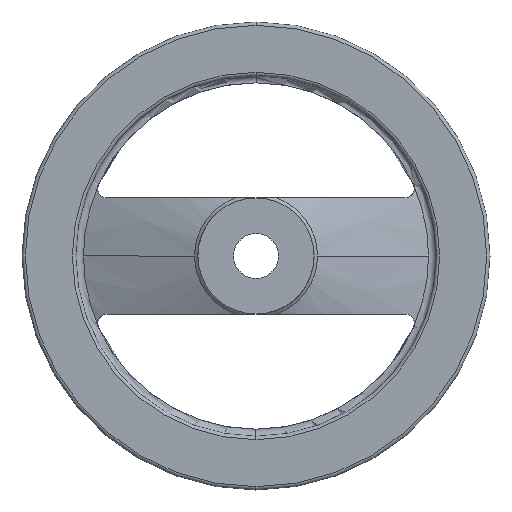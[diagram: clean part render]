
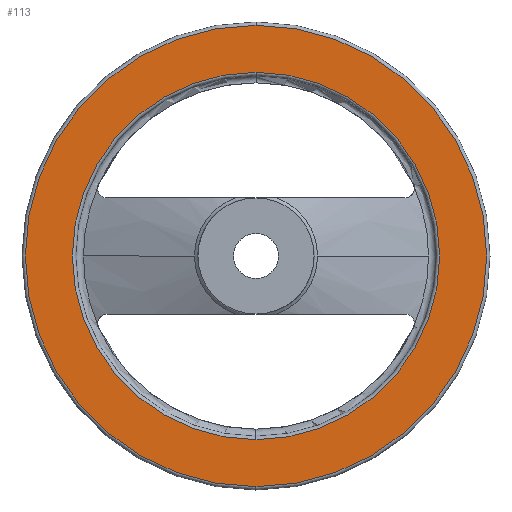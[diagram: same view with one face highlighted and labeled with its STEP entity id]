
A CAD part, left-side view. The second image highlights one B-rep face of the part: STEP entity #113.
In plain terms, the highlighted planar face has unit normal (-1, 0, 0).
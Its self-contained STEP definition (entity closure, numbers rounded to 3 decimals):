
#113 = ADVANCED_FACE( '', ( #198, #199 ), #200, .T. );
#198 = FACE_BOUND( '', #290, .T. );
#199 = FACE_OUTER_BOUND( '', #291, .T. );
#200 = PLANE( '', #292 );
#290 = EDGE_LOOP( '', ( #646, #647, #648 ) );
#291 = EDGE_LOOP( '', ( #649, #650, #651 ) );
#292 = AXIS2_PLACEMENT_3D( '', #652, #653, #654 );
#646 = ORIENTED_EDGE( '', *, *, #709, .F. );
#647 = ORIENTED_EDGE( '', *, *, #708, .F. );
#648 = ORIENTED_EDGE( '', *, *, #822, .F. );
#649 = ORIENTED_EDGE( '', *, *, #716, .T. );
#650 = ORIENTED_EDGE( '', *, *, #821, .T. );
#651 = ORIENTED_EDGE( '', *, *, #717, .T. );
#652 = CARTESIAN_POINT( '', ( 17.1, 55.328, 0. ) );
#653 = DIRECTION( '', ( -1., 0., 0. ) );
#654 = DIRECTION( '', ( 0., 1., 0. ) );
#708 = EDGE_CURVE( '', #848, #850, #851, .T. );
#709 = EDGE_CURVE( '', #850, #852, #853, .T. );
#716 = EDGE_CURVE( '', #866, #864, #867, .T. );
#717 = EDGE_CURVE( '', #858, #866, #868, .T. );
#821 = EDGE_CURVE( '', #864, #858, #1037, .T. );
#822 = EDGE_CURVE( '', #852, #848, #1038, .T. );
#848 = VERTEX_POINT( '', #1068 );
#850 = VERTEX_POINT( '', #1070 );
#851 = CIRCLE( '', #1071, 49.056 );
#852 = VERTEX_POINT( '', #1072 );
#853 = CIRCLE( '', #1073, 49.056 );
#858 = VERTEX_POINT( '', #1078 );
#864 = VERTEX_POINT( '', #1084 );
#866 = VERTEX_POINT( '', #1086 );
#867 = CIRCLE( '', #1087, 61.6 );
#868 = CIRCLE( '', #1088, 61.6 );
#1037 = CIRCLE( '', #1617, 61.6 );
#1038 = CIRCLE( '', #1618, 49.056 );
#1068 = CARTESIAN_POINT( '', ( 17.1, 0., 49.056 ) );
#1070 = CARTESIAN_POINT( '', ( 17.1, 49.056, 0. ) );
#1071 = AXIS2_PLACEMENT_3D( '', #1650, #1651, #1652 );
#1072 = CARTESIAN_POINT( '', ( 17.1, 0., -49.056 ) );
#1073 = AXIS2_PLACEMENT_3D( '', #1653, #1654, #1655 );
#1078 = CARTESIAN_POINT( '', ( 17.1, 0., 61.6 ) );
#1084 = CARTESIAN_POINT( '', ( 17.1, 0., -61.6 ) );
#1086 = CARTESIAN_POINT( '', ( 17.1, 61.6, 0. ) );
#1087 = AXIS2_PLACEMENT_3D( '', #1674, #1675, #1676 );
#1088 = AXIS2_PLACEMENT_3D( '', #1677, #1678, #1679 );
#1617 = AXIS2_PLACEMENT_3D( '', #1865, #1866, #1867 );
#1618 = AXIS2_PLACEMENT_3D( '', #1868, #1869, #1870 );
#1650 = CARTESIAN_POINT( '', ( 17.1, 0., 0. ) );
#1651 = DIRECTION( '', ( -1., 0., 0. ) );
#1652 = DIRECTION( '', ( 0., 1., 0. ) );
#1653 = CARTESIAN_POINT( '', ( 17.1, 0., 0. ) );
#1654 = DIRECTION( '', ( -1., 0., 0. ) );
#1655 = DIRECTION( '', ( 0., 1., 0. ) );
#1674 = CARTESIAN_POINT( '', ( 17.1, 0., 0. ) );
#1675 = DIRECTION( '', ( -1., 0., 0. ) );
#1676 = DIRECTION( '', ( 0., 1., 0. ) );
#1677 = CARTESIAN_POINT( '', ( 17.1, 0., 0. ) );
#1678 = DIRECTION( '', ( -1., 0., 0. ) );
#1679 = DIRECTION( '', ( 0., 1., 0. ) );
#1865 = CARTESIAN_POINT( '', ( 17.1, 0., 0. ) );
#1866 = DIRECTION( '', ( -1., 0., 0. ) );
#1867 = DIRECTION( '', ( 0., 1., 0. ) );
#1868 = CARTESIAN_POINT( '', ( 17.1, 0., 0. ) );
#1869 = DIRECTION( '', ( -1., 0., 0. ) );
#1870 = DIRECTION( '', ( 0., 1., 0. ) );
